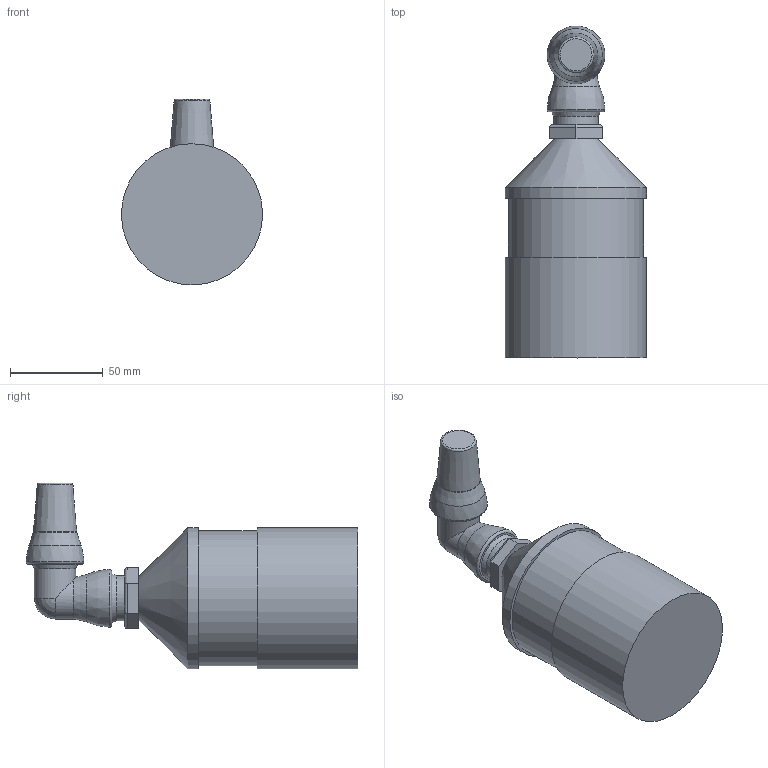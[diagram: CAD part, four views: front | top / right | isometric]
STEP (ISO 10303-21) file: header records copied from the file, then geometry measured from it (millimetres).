
FILE_DESCRIPTION(/* description */ (''),/* implementation_level */ '2;1');
FILE_NAME(/* name */ 'NAR3P060_A.stp',/* time_stamp */ '2018-03-27T13:03:39-04:00',/* author */ ('James'),/* organization */ (''),/* preprocessor_version */ 'ST-DEVELOPER v16.5',/* originating_system */ 'Autodesk Inventor 2017',/* authorisation */ '');
FILE_SCHEMA (('AUTOMOTIVE_DESIGN { 1 0 10303 214 3 1 1 }'));
Length unit declared in the file: inch
Products named in the file (1): NAR3P060_A
Bounding box: 76.19 x 179.11 x 100.28 mm (x, y, z)
Volume: 515493.2 mm3; surface area: 42394.2 mm2
Topology: 1 solids, 1 shells, 40 faces, 87 edges, 54 vertices
Faces by surface type: plane 14, cylinder 13, cone 4, torus 4, bspline 3, sphere 2
Full cylindrical faces by diameter (mm): 22.352 x1, 23.368 x1, 24.206 x1, 72.898 x1, 76.2 x2
Entity records: 1138 total; most frequent: CARTESIAN_POINT 255, DIRECTION 178, ORIENTED_EDGE 134, AXIS2_PLACEMENT_3D 77, EDGE_CURVE 67, EDGE_LOOP 61, VERTEX_POINT 50, FACE_OUTER_BOUND 40
